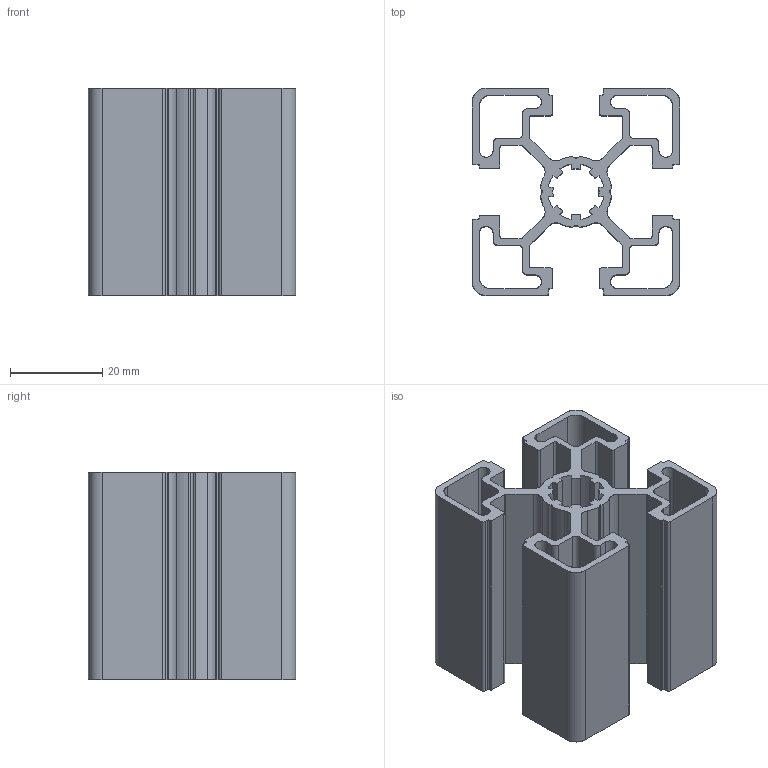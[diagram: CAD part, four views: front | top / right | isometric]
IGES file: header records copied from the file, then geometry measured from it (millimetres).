
Start section: SolidWorks IGES file using analytic representation for surfaces
Global section: file name: 45õ45 (îáëåã÷åííûé).IGS; native system: SolidWorks 2019; preprocessor: SolidWorks 2019; author: Êîíñòðóêòîð; date: 190208.103209; units: millimetre
Bounding box: 45 x 45 x 45 mm (x, y, z)
Surface area: 28198.7 mm2 (no closed solid volume)
Topology: 0 solids, 0 shells, 224 faces, 2890 edges, 3556 vertices
Faces by surface type: revolution 118, bspline 106
